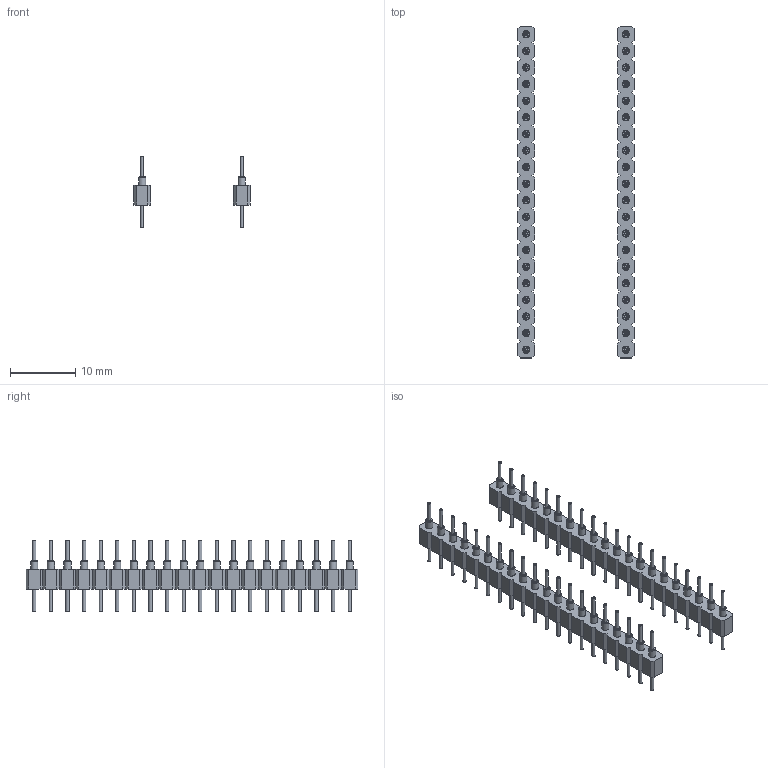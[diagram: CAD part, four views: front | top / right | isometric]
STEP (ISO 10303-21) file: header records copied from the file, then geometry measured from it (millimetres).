
FILE_DESCRIPTION(/* description */ ('','CAx-IF Rec.Pracs.---Representation and Presentation of Product Manufacturing Information (PMI)---4.0---2014-10-13'),/* implementation_level */ '2;1');
FILE_NAME(/* name */ 'atmega_adapter.step',/* time_stamp */ '2025-02-08T13:49:02+01:00',/* author */ (''),/* organization */ (''),/* preprocessor_version */ 'ST-DEVELOPER v20',/* originating_system */ 'Autodesk Translation Framework v13.20.0.188',/* authorisation */ '');
FILE_SCHEMA (('AP242_MANAGED_MODEL_BASED_3D_ENGINEERING_MIM_LF { 1 0 10303 442 1 1 4 }'));
Length unit declared in the file: millimetre
Products named in the file (2): Precision pin header adapter; Precision pin header
Assembly tree (1 placements, depth 2):
  Precision pin header adapter
    Precision pin header
Bounding box: 17.78 x 50.8 x 11 mm (x, y, z)
Volume: 836.6 mm3; surface area: 1784.2 mm2
Topology: 2 solids, 2 shells, 608 faces, 1332 edges, 848 vertices
Faces by surface type: plane 368, cone 120, cylinder 120
Full cylindrical faces by diameter (mm): 0.5 x80, 1.1 x40
Entity records: 17170 total; most frequent: DIRECTION 2914, CARTESIAN_POINT 2791, ORIENTED_EDGE 2664, EDGE_CURVE 1332, LINE 972, VECTOR 972, AXIS2_PLACEMENT_3D 971, VERTEX_POINT 848
